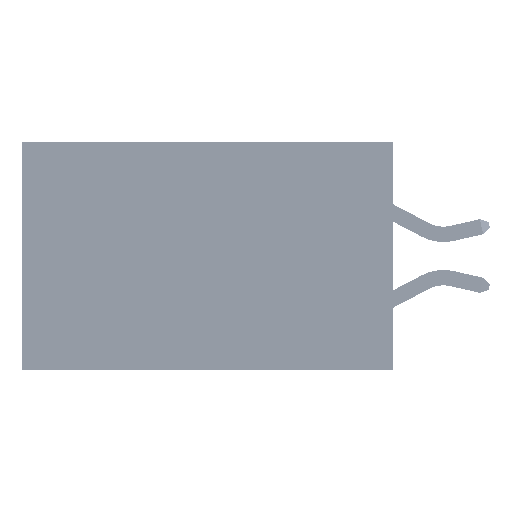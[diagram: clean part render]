
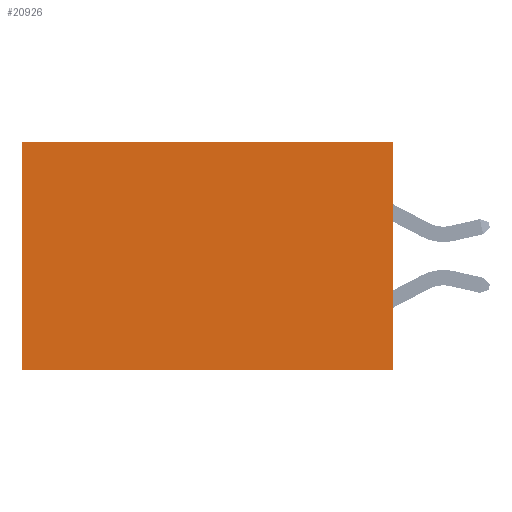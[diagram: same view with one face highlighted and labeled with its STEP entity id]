
A CAD part, left-side view. The second image highlights one B-rep face of the part: STEP entity #20926.
In plain terms, the highlighted planar face has unit normal (-1, 0, 0).
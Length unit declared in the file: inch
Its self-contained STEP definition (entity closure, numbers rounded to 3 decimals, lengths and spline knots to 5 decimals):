
#108 = VERTEX_POINT ( 'NONE', #31133 ) ;
#181 = DIRECTION ( 'NONE',  ( 1., 0., 0. ) ) ;
#1588 = CARTESIAN_POINT ( 'NONE',  ( 0.2875, 0.6, 0. ) ) ;
#2485 = VERTEX_POINT ( 'NONE', #3198 ) ;
#3198 = CARTESIAN_POINT ( 'NONE',  ( 0.2875, 0.6, -0.37 ) ) ;
#4123 = VECTOR ( 'NONE', #30126, 39.37008 ) ;
#7248 = EDGE_CURVE ( 'NONE', #108, #49958, #12489, .T. ) ;
#8054 = CARTESIAN_POINT ( 'NONE',  ( 0.2875, 0., 0. ) ) ;
#8193 = CARTESIAN_POINT ( 'NONE',  ( 0.2875, 0., -0.37 ) ) ;
#8582 = EDGE_LOOP ( 'NONE', ( #33330, #37769, #51082, #18172 ) ) ;
#10091 = DIRECTION ( 'NONE',  ( 0., 0., -1. ) ) ;
#10692 = CARTESIAN_POINT ( 'NONE',  ( 0.2875, 0., -0.37 ) ) ;
#11375 = DIRECTION ( 'NONE',  ( 0., 1., 0. ) ) ;
#12489 = LINE ( 'NONE', #14112, #19319 ) ;
#12984 = DIRECTION ( 'NONE',  ( 0., 0., -1. ) ) ;
#14112 = CARTESIAN_POINT ( 'NONE',  ( 0.2875, 0., 0. ) ) ;
#18172 = ORIENTED_EDGE ( 'NONE', *, *, #46407, .T. ) ;
#18225 = AXIS2_PLACEMENT_3D ( 'NONE', #8054, #181, #35977 ) ;
#19319 = VECTOR ( 'NONE', #10091, 39.37008 ) ;
#20926 = ADVANCED_FACE ( 'NONE', ( #33695 ), #43873, .F. ) ;
#27827 = LINE ( 'NONE', #34514, #4123 ) ;
#28849 = CARTESIAN_POINT ( 'NONE',  ( 0.2875, 0.6, 0. ) ) ;
#30126 = DIRECTION ( 'NONE',  ( 0., 1., 0. ) ) ;
#31082 = VECTOR ( 'NONE', #12984, 39.37008 ) ;
#31133 = CARTESIAN_POINT ( 'NONE',  ( 0.2875, 0., 0. ) ) ;
#33330 = ORIENTED_EDGE ( 'NONE', *, *, #50858, .T. ) ;
#33695 = FACE_OUTER_BOUND ( 'NONE', #8582, .T. ) ;
#34514 = CARTESIAN_POINT ( 'NONE',  ( 0.2875, 0., 0. ) ) ;
#35977 = DIRECTION ( 'NONE',  ( 0., 0., -1. ) ) ;
#36026 = EDGE_CURVE ( 'NONE', #49958, #2485, #45458, .T. ) ;
#36041 = VECTOR ( 'NONE', #11375, 39.37008 ) ;
#37769 = ORIENTED_EDGE ( 'NONE', *, *, #36026, .F. ) ;
#43873 = PLANE ( 'NONE',  #18225 ) ;
#45202 = VERTEX_POINT ( 'NONE', #1588 ) ;
#45458 = LINE ( 'NONE', #10692, #36041 ) ;
#46407 = EDGE_CURVE ( 'NONE', #108, #45202, #27827, .T. ) ;
#49958 = VERTEX_POINT ( 'NONE', #8193 ) ;
#50858 = EDGE_CURVE ( 'NONE', #45202, #2485, #51179, .T. ) ;
#51082 = ORIENTED_EDGE ( 'NONE', *, *, #7248, .F. ) ;
#51179 = LINE ( 'NONE', #28849, #31082 ) ;
